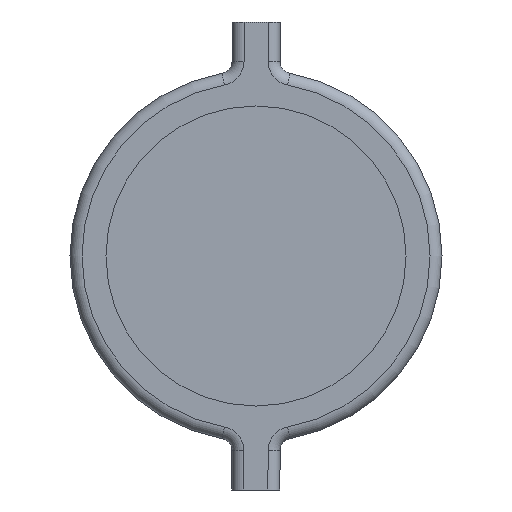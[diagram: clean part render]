
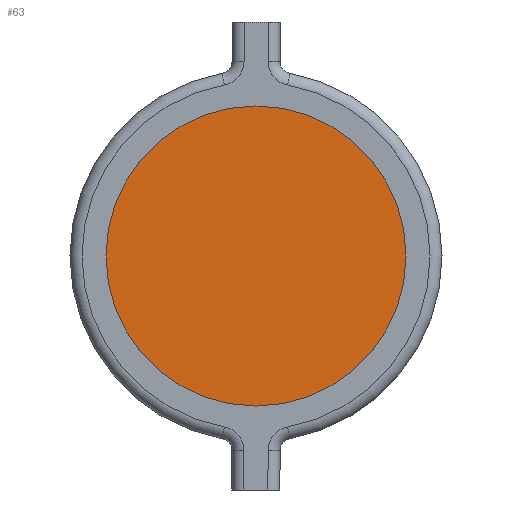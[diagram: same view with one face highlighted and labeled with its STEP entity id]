
A CAD part, left-side view. The second image highlights one B-rep face of the part: STEP entity #63.
In plain terms, the highlighted planar face has unit normal (-1, 0, 0).
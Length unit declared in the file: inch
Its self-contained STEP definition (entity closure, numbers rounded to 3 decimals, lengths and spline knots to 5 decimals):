
#36 = EDGE_LOOP ( 'NONE', ( #306, #66 ) ) ;
#63 = ADVANCED_FACE ( 'NONE', ( #400 ), #674, .T. ) ;
#66 = ORIENTED_EDGE ( 'NONE', *, *, #754, .T. ) ;
#79 = DIRECTION ( 'NONE',  ( -1., 0., 0. ) ) ;
#160 = CIRCLE ( 'NONE', #847, 0.0625 ) ;
#209 = EDGE_CURVE ( 'NONE', #517, #610, #732, .T. ) ;
#306 = ORIENTED_EDGE ( 'NONE', *, *, #209, .T. ) ;
#327 = AXIS2_PLACEMENT_3D ( 'NONE', #786, #351, #420 ) ;
#351 = DIRECTION ( 'NONE',  ( -1., 0., 0. ) ) ;
#378 = DIRECTION ( 'NONE',  ( 0., 0., 1. ) ) ;
#400 = FACE_OUTER_BOUND ( 'NONE', #36, .T. ) ;
#411 = CARTESIAN_POINT ( 'NONE',  ( -0.155, 0., 0.0625 ) ) ;
#420 = DIRECTION ( 'NONE',  ( 0., 0., 1. ) ) ;
#451 = DIRECTION ( 'NONE',  ( 0., 0., 1. ) ) ;
#517 = VERTEX_POINT ( 'NONE', #860 ) ;
#586 = CARTESIAN_POINT ( 'NONE',  ( -0.155, 0., 0. ) ) ;
#610 = VERTEX_POINT ( 'NONE', #411 ) ;
#674 = PLANE ( 'NONE',  #789 ) ;
#732 = CIRCLE ( 'NONE', #327, 0.0625 ) ;
#744 = CARTESIAN_POINT ( 'NONE',  ( -0.155, 0., 0. ) ) ;
#754 = EDGE_CURVE ( 'NONE', #610, #517, #160, .T. ) ;
#786 = CARTESIAN_POINT ( 'NONE',  ( -0.155, 0., 0. ) ) ;
#789 = AXIS2_PLACEMENT_3D ( 'NONE', #586, #79, #451 ) ;
#825 = DIRECTION ( 'NONE',  ( -1., 0., 0. ) ) ;
#847 = AXIS2_PLACEMENT_3D ( 'NONE', #744, #825, #378 ) ;
#860 = CARTESIAN_POINT ( 'NONE',  ( -0.155, 0., -0.0625 ) ) ;
